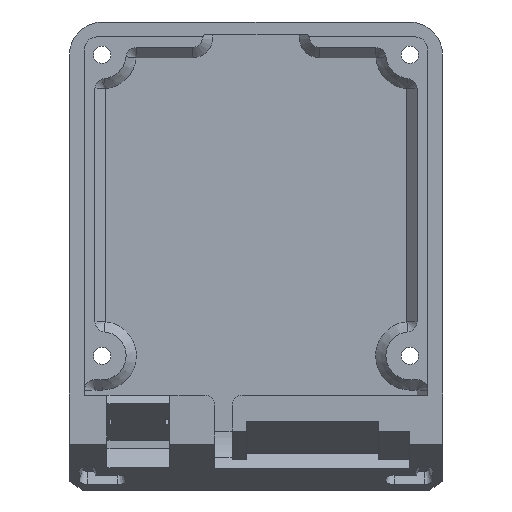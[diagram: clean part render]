
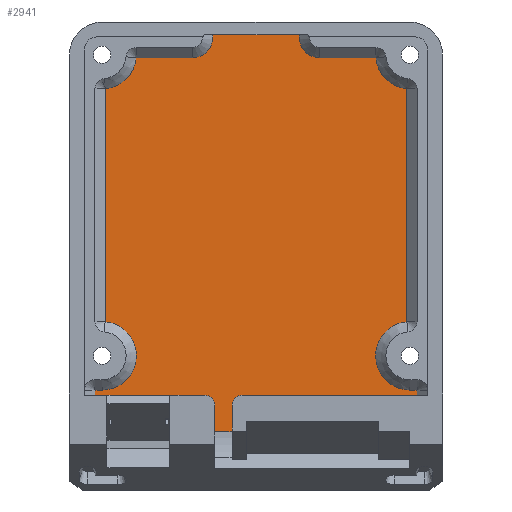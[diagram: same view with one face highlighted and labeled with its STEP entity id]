
A CAD part, top view. The second image highlights one B-rep face of the part: STEP entity #2941.
In plain terms, the highlighted planar face has unit normal (0, 0, 1).
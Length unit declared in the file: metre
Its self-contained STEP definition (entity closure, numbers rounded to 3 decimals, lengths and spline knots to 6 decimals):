
#82=LINE('',#4321,#404);
#86=LINE('',#4329,#408);
#114=LINE('',#4392,#436);
#136=LINE('',#4450,#458);
#197=LINE('',#4647,#519);
#198=LINE('',#4650,#520);
#199=LINE('',#4652,#521);
#200=LINE('',#4655,#522);
#201=LINE('',#4657,#523);
#202=LINE('',#4661,#524);
#203=LINE('',#4665,#525);
#204=LINE('',#4670,#526);
#205=LINE('',#4674,#527);
#206=LINE('',#4678,#528);
#207=LINE('',#4680,#529);
#208=LINE('',#4681,#530);
#209=LINE('',#4683,#531);
#210=LINE('',#4685,#532);
#404=VECTOR('',#3437,1.);
#408=VECTOR('',#3441,1.);
#436=VECTOR('',#3485,1.);
#458=VECTOR('',#3525,1.);
#519=VECTOR('',#3686,1.);
#520=VECTOR('',#3687,1.);
#521=VECTOR('',#3688,1.);
#522=VECTOR('',#3691,1.);
#523=VECTOR('',#3692,1.);
#524=VECTOR('',#3695,1.);
#525=VECTOR('',#3698,1.);
#526=VECTOR('',#3703,1.);
#527=VECTOR('',#3706,1.);
#528=VECTOR('',#3709,1.);
#529=VECTOR('',#3710,1.);
#530=VECTOR('',#3711,1.);
#531=VECTOR('',#3712,1.);
#532=VECTOR('',#3713,1.);
#721=PLANE('',#3178);
#1051=ORIENTED_EDGE('',*,*,#1866,.T.);
#1052=ORIENTED_EDGE('',*,*,#1867,.T.);
#1053=ORIENTED_EDGE('',*,*,#1868,.F.);
#1054=ORIENTED_EDGE('',*,*,#1869,.T.);
#1055=ORIENTED_EDGE('',*,*,#1745,.T.);
#1056=ORIENTED_EDGE('',*,*,#1870,.T.);
#1057=ORIENTED_EDGE('',*,*,#1871,.T.);
#1058=ORIENTED_EDGE('',*,*,#1872,.T.);
#1059=ORIENTED_EDGE('',*,*,#1873,.T.);
#1060=ORIENTED_EDGE('',*,*,#1874,.T.);
#1061=ORIENTED_EDGE('',*,*,#1875,.T.);
#1062=ORIENTED_EDGE('',*,*,#1876,.T.);
#1063=ORIENTED_EDGE('',*,*,#1773,.F.);
#1064=ORIENTED_EDGE('',*,*,#1877,.T.);
#1065=ORIENTED_EDGE('',*,*,#1878,.T.);
#1066=ORIENTED_EDGE('',*,*,#1879,.T.);
#1067=ORIENTED_EDGE('',*,*,#1880,.T.);
#1068=ORIENTED_EDGE('',*,*,#1881,.T.);
#1069=ORIENTED_EDGE('',*,*,#1882,.T.);
#1070=ORIENTED_EDGE('',*,*,#1883,.T.);
#1071=ORIENTED_EDGE('',*,*,#1712,.T.);
#1072=ORIENTED_EDGE('',*,*,#1884,.F.);
#1073=ORIENTED_EDGE('',*,*,#1885,.T.);
#1074=ORIENTED_EDGE('',*,*,#1886,.T.);
#1075=ORIENTED_EDGE('',*,*,#1708,.T.);
#1076=ORIENTED_EDGE('',*,*,#1887,.T.);
#1708=EDGE_CURVE('',#2139,#2138,#82,.T.);
#1712=EDGE_CURVE('',#2143,#2142,#86,.T.);
#1745=EDGE_CURVE('',#2170,#2171,#114,.T.);
#1773=EDGE_CURVE('',#2197,#2198,#136,.T.);
#1866=EDGE_CURVE('',#2267,#2268,#197,.T.);
#1867=EDGE_CURVE('',#2268,#2269,#198,.F.);
#1868=EDGE_CURVE('',#2270,#2269,#199,.T.);
#1869=EDGE_CURVE('',#2270,#2170,#2427,.T.);
#1870=EDGE_CURVE('',#2171,#2271,#200,.T.);
#1871=EDGE_CURVE('',#2271,#2272,#201,.T.);
#1872=EDGE_CURVE('',#2272,#2273,#2428,.T.);
#1873=EDGE_CURVE('',#2273,#2274,#202,.T.);
#1874=EDGE_CURVE('',#2274,#2275,#2429,.T.);
#1875=EDGE_CURVE('',#2275,#2276,#203,.T.);
#1876=EDGE_CURVE('',#2276,#2198,#2430,.T.);
#1877=EDGE_CURVE('',#2197,#2277,#2431,.T.);
#1878=EDGE_CURVE('',#2277,#2278,#204,.T.);
#1879=EDGE_CURVE('',#2278,#2279,#2432,.T.);
#1880=EDGE_CURVE('',#2279,#2280,#205,.T.);
#1881=EDGE_CURVE('',#2280,#2281,#2433,.T.);
#1882=EDGE_CURVE('',#2281,#2282,#206,.T.);
#1883=EDGE_CURVE('',#2282,#2143,#207,.T.);
#1884=EDGE_CURVE('',#2283,#2142,#208,.T.);
#1885=EDGE_CURVE('',#2283,#2284,#209,.T.);
#1886=EDGE_CURVE('',#2284,#2139,#210,.T.);
#1887=EDGE_CURVE('',#2138,#2267,#2434,.T.);
#2138=VERTEX_POINT('',#4320);
#2139=VERTEX_POINT('',#4322);
#2142=VERTEX_POINT('',#4328);
#2143=VERTEX_POINT('',#4330);
#2170=VERTEX_POINT('',#4393);
#2171=VERTEX_POINT('',#4394);
#2197=VERTEX_POINT('',#4451);
#2198=VERTEX_POINT('',#4452);
#2267=VERTEX_POINT('',#4648);
#2268=VERTEX_POINT('',#4649);
#2269=VERTEX_POINT('',#4651);
#2270=VERTEX_POINT('',#4653);
#2271=VERTEX_POINT('',#4656);
#2272=VERTEX_POINT('',#4658);
#2273=VERTEX_POINT('',#4660);
#2274=VERTEX_POINT('',#4662);
#2275=VERTEX_POINT('',#4664);
#2276=VERTEX_POINT('',#4666);
#2277=VERTEX_POINT('',#4669);
#2278=VERTEX_POINT('',#4671);
#2279=VERTEX_POINT('',#4673);
#2280=VERTEX_POINT('',#4675);
#2281=VERTEX_POINT('',#4677);
#2282=VERTEX_POINT('',#4679);
#2283=VERTEX_POINT('',#4682);
#2284=VERTEX_POINT('',#4684);
#2427=CIRCLE('',#3179,0.002);
#2428=CIRCLE('',#3180,0.0067);
#2429=CIRCLE('',#3181,0.0067);
#2430=CIRCLE('',#3182,0.004);
#2431=CIRCLE('',#3183,0.004);
#2432=CIRCLE('',#3184,0.0067);
#2433=CIRCLE('',#3185,0.0067);
#2434=CIRCLE('',#3186,0.002);
#2525=EDGE_LOOP('',(#1051,#1052,#1053,#1054,#1055,#1056,#1057,#1058,#1059,
#1060,#1061,#1062,#1063,#1064,#1065,#1066,#1067,#1068,#1069,#1070,#1071,
#1072,#1073,#1074,#1075,#1076));
#2723=FACE_BOUND('',#2525,.T.);
#2941=ADVANCED_FACE('',(#2723),#721,.F.);
#3178=AXIS2_PLACEMENT_3D('',#4646,#3684,#3685);
#3179=AXIS2_PLACEMENT_3D('',#4654,#3689,#3690);
#3180=AXIS2_PLACEMENT_3D('',#4659,#3693,#3694);
#3181=AXIS2_PLACEMENT_3D('',#4663,#3696,#3697);
#3182=AXIS2_PLACEMENT_3D('',#4667,#3699,#3700);
#3183=AXIS2_PLACEMENT_3D('',#4668,#3701,#3702);
#3184=AXIS2_PLACEMENT_3D('',#4672,#3704,#3705);
#3185=AXIS2_PLACEMENT_3D('',#4676,#3707,#3708);
#3186=AXIS2_PLACEMENT_3D('',#4686,#3714,#3715);
#3437=DIRECTION('',(1.,0.,0.));
#3441=DIRECTION('',(1.,0.,0.));
#3485=DIRECTION('',(1.,0.,0.));
#3525=DIRECTION('',(1.,0.,0.));
#3684=DIRECTION('',(0.,0.,-1.));
#3685=DIRECTION('',(1.,0.,0.));
#3686=DIRECTION('',(0.,-1.,0.));
#3687=DIRECTION('',(-1.,0.,0.));
#3688=DIRECTION('',(0.,-1.,0.));
#3689=DIRECTION('',(0.,0.,-1.));
#3690=DIRECTION('',(-1.,0.,0.));
#3691=DIRECTION('',(0.,1.,0.));
#3692=DIRECTION('',(-1.,0.,0.));
#3693=DIRECTION('',(0.,0.,-1.));
#3694=DIRECTION('',(-1.,0.,0.));
#3695=DIRECTION('',(0.,1.,0.));
#3696=DIRECTION('',(0.,0.,-1.));
#3697=DIRECTION('',(-1.,0.,0.));
#3698=DIRECTION('',(-1.,0.,0.));
#3699=DIRECTION('',(0.,0.,-1.));
#3700=DIRECTION('',(-1.,0.,0.));
#3701=DIRECTION('',(0.,0.,-1.));
#3702=DIRECTION('',(-1.,0.,0.));
#3703=DIRECTION('',(-1.,0.,0.));
#3704=DIRECTION('',(0.,0.,-1.));
#3705=DIRECTION('',(-1.,0.,0.));
#3706=DIRECTION('',(0.,-1.,0.));
#3707=DIRECTION('',(0.,0.,-1.));
#3708=DIRECTION('',(-1.,0.,0.));
#3709=DIRECTION('',(-1.,0.,0.));
#3710=DIRECTION('',(0.,-1.,0.));
#3711=DIRECTION('',(0.,1.,0.));
#3712=DIRECTION('',(1.,0.,0.));
#3713=DIRECTION('',(0.,1.,0.));
#3714=DIRECTION('',(0.,0.,-1.));
#3715=DIRECTION('',(-1.,0.,0.));
#4320=CARTESIAN_POINT('',(-0.010025,-0.04234,-0.008205));
#4321=CARTESIAN_POINT('',(0.000025,-0.04234,-0.008205));
#4322=CARTESIAN_POINT('',(-0.016975,-0.04234,-0.008205));
#4328=CARTESIAN_POINT('',(-0.029075,-0.04234,-0.008205));
#4329=CARTESIAN_POINT('',(0.000025,-0.04234,-0.008205));
#4330=CARTESIAN_POINT('',(-0.031525,-0.04234,-0.008205));
#4392=CARTESIAN_POINT('',(0.000025,-0.04234,-0.008205));
#4393=CARTESIAN_POINT('',(-0.002675,-0.04234,-0.008205));
#4394=CARTESIAN_POINT('',(0.031575,-0.04234,-0.008205));
#4450=CARTESIAN_POINT('',(0.000025,0.028309,-0.008205));
#4451=CARTESIAN_POINT('',(-0.008506,0.028309,-0.008205));
#4452=CARTESIAN_POINT('',(0.008556,0.028309,-0.008205));
#4646=CARTESIAN_POINT('',(0.,0.028789,-0.008205));
#4647=CARTESIAN_POINT('',(-0.008025,0.028789,-0.008205));
#4648=CARTESIAN_POINT('',(-0.008025,-0.04434,-0.008205));
#4649=CARTESIAN_POINT('',(-0.008025,-0.04941,-0.008205));
#4650=CARTESIAN_POINT('',(0.,-0.04941,-0.008205));
#4651=CARTESIAN_POINT('',(-0.004675,-0.04941,-0.008205));
#4652=CARTESIAN_POINT('',(-0.004675,-0.047207,-0.008205));
#4653=CARTESIAN_POINT('',(-0.004675,-0.04434,-0.008205));
#4654=CARTESIAN_POINT('',(-0.002675,-0.04434,-0.008205));
#4655=CARTESIAN_POINT('',(0.031575,0.028789,-0.008205));
#4656=CARTESIAN_POINT('',(0.031575,-0.041291,-0.008205));
#4657=CARTESIAN_POINT('',(0.,-0.041291,-0.008205));
#4658=CARTESIAN_POINT('',(0.030175,-0.041291,-0.008205));
#4659=CARTESIAN_POINT('',(0.030175,-0.034591,-0.008205));
#4660=CARTESIAN_POINT('',(0.029575,-0.027918,-0.008205));
#4661=CARTESIAN_POINT('',(0.029575,0.028789,-0.008205));
#4662=CARTESIAN_POINT('',(0.029575,0.017736,-0.008205));
#4663=CARTESIAN_POINT('',(0.030175,0.024409,-0.008205));
#4664=CARTESIAN_POINT('',(0.023502,0.023809,-0.008205));
#4665=CARTESIAN_POINT('',(0.,0.023809,-0.008205));
#4666=CARTESIAN_POINT('',(0.012525,0.023809,-0.008205));
#4667=CARTESIAN_POINT('',(0.012525,0.027809,-0.008205));
#4668=CARTESIAN_POINT('',(-0.012475,0.027809,-0.008205));
#4669=CARTESIAN_POINT('',(-0.012475,0.023809,-0.008205));
#4670=CARTESIAN_POINT('',(0.,0.023809,-0.008205));
#4671=CARTESIAN_POINT('',(-0.023452,0.023809,-0.008205));
#4672=CARTESIAN_POINT('',(-0.030125,0.024409,-0.008205));
#4673=CARTESIAN_POINT('',(-0.029525,0.017736,-0.008205));
#4674=CARTESIAN_POINT('',(-0.029525,0.028789,-0.008205));
#4675=CARTESIAN_POINT('',(-0.029525,-0.027918,-0.008205));
#4676=CARTESIAN_POINT('',(-0.030125,-0.034591,-0.008205));
#4677=CARTESIAN_POINT('',(-0.030125,-0.041291,-0.008205));
#4678=CARTESIAN_POINT('',(-0.031525,-0.041291,-0.008205));
#4679=CARTESIAN_POINT('',(-0.031525,-0.041291,-0.008205));
#4680=CARTESIAN_POINT('',(-0.031525,0.028789,-0.008205));
#4681=CARTESIAN_POINT('',(-0.029075,-0.03942,-0.008205));
#4682=CARTESIAN_POINT('',(-0.029075,-0.045946,-0.008205));
#4683=CARTESIAN_POINT('',(-0.023025,-0.045946,-0.008205));
#4684=CARTESIAN_POINT('',(-0.016975,-0.045946,-0.008205));
#4685=CARTESIAN_POINT('',(-0.016975,-0.03942,-0.008205));
#4686=CARTESIAN_POINT('',(-0.010025,-0.04434,-0.008205));
